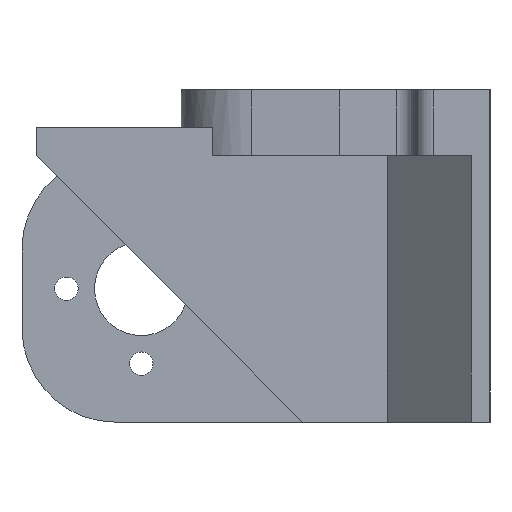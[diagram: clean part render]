
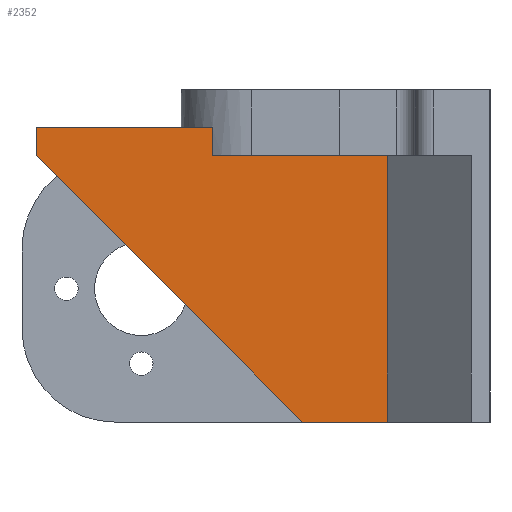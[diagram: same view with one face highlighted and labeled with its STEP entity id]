
A CAD part, left-side view. The second image highlights one B-rep face of the part: STEP entity #2352.
In plain terms, the highlighted planar face has unit normal (-1, 0, 0).
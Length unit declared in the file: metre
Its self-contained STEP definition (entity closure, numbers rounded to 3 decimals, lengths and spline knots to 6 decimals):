
#196=FACE_OUTER_BOUND('',#336,.T.);
#336=EDGE_LOOP('',(#2014,#2015,#2016,#2017,#2018,#2019,#2020));
#526=LINE('',#3504,#763);
#584=LINE('',#3632,#821);
#652=LINE('',#3820,#889);
#674=LINE('',#3959,#911);
#675=LINE('',#3961,#912);
#676=LINE('',#3963,#913);
#677=LINE('',#3964,#914);
#763=VECTOR('',#2754,1.);
#821=VECTOR('',#2868,1.);
#889=VECTOR('',#3044,1.);
#911=VECTOR('',#3152,1.);
#912=VECTOR('',#3153,1.);
#913=VECTOR('',#3154,1.);
#914=VECTOR('',#3155,1.);
#1023=VERTEX_POINT('',#3502);
#1024=VERTEX_POINT('',#3503);
#1066=VERTEX_POINT('',#3630);
#1122=VERTEX_POINT('',#3818);
#1150=VERTEX_POINT('',#3958);
#1151=VERTEX_POINT('',#3960);
#1152=VERTEX_POINT('',#3962);
#1253=EDGE_CURVE('',#1023,#1024,#526,.T.);
#1319=EDGE_CURVE('',#1066,#1023,#584,.T.);
#1409=EDGE_CURVE('',#1122,#1066,#652,.T.);
#1459=EDGE_CURVE('',#1150,#1122,#674,.T.);
#1460=EDGE_CURVE('',#1150,#1151,#675,.F.);
#1461=EDGE_CURVE('',#1151,#1152,#676,.T.);
#1462=EDGE_CURVE('',#1152,#1024,#677,.T.);
#2014=ORIENTED_EDGE('',*,*,#1459,.F.);
#2015=ORIENTED_EDGE('',*,*,#1460,.T.);
#2016=ORIENTED_EDGE('',*,*,#1461,.T.);
#2017=ORIENTED_EDGE('',*,*,#1462,.T.);
#2018=ORIENTED_EDGE('',*,*,#1253,.F.);
#2019=ORIENTED_EDGE('',*,*,#1319,.F.);
#2020=ORIENTED_EDGE('',*,*,#1409,.F.);
#2253=PLANE('',#2567);
#2352=ADVANCED_FACE('',(#196),#2253,.T.);
#2567=AXIS2_PLACEMENT_3D('',#3957,#3150,#3151);
#2754=DIRECTION('',(0.,-1.,0.));
#2868=DIRECTION('',(0.,0.,-1.));
#3044=DIRECTION('',(0.,-1.,0.));
#3150=DIRECTION('center_axis',(-1.,0.,0.));
#3151=DIRECTION('ref_axis',(0.,-1.,0.));
#3152=DIRECTION('',(0.,0.,1.));
#3153=DIRECTION('',(0.,0.707,0.707));
#3154=DIRECTION('',(0.,-1.,0.));
#3155=DIRECTION('',(0.,0.,1.));
#3502=CARTESIAN_POINT('',(-0.0065,0.004664,-0.003));
#3503=CARTESIAN_POINT('',(-0.0065,-0.014,-0.003));
#3504=CARTESIAN_POINT('',(-0.0065,0.00025,-0.003));
#3630=CARTESIAN_POINT('',(-0.0065,0.004664,0.));
#3632=CARTESIAN_POINT('',(-0.0065,0.004664,0.));
#3818=CARTESIAN_POINT('',(-0.0065,0.0235,0.));
#3820=CARTESIAN_POINT('',(-0.0065,0.00025,0.));
#3957=CARTESIAN_POINT('Origin',(-0.0065,0.00025,-0.0315));
#3958=CARTESIAN_POINT('',(-0.0065,0.0235,-0.003));
#3959=CARTESIAN_POINT('',(-0.0065,0.0235,-0.0315));
#3960=CARTESIAN_POINT('',(-0.0065,-0.005,-0.0315));
#3961=CARTESIAN_POINT('',(-0.0065,-0.002375,-0.028875));
#3962=CARTESIAN_POINT('',(-0.0065,-0.014,-0.0315));
#3963=CARTESIAN_POINT('',(-0.0065,0.00025,-0.0315));
#3964=CARTESIAN_POINT('',(-0.0065,-0.014,-0.0315));
